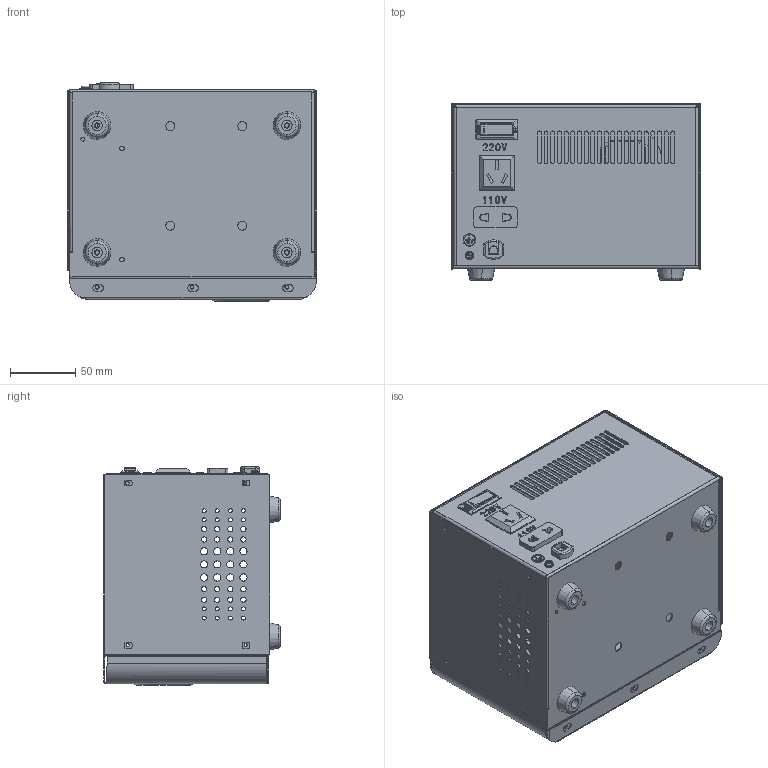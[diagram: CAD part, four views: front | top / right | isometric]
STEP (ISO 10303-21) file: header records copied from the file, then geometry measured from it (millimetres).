
FILE_DESCRIPTION (( 'STEP AP214' ), '1' );
FILE_NAME ('TND-0.5K总装2025.STEP', '2025-04-29T05:29:53', ( '万丰电脑' ), ( '电话：0577-62733550' ), 'SwSTEP 2.0', 'SolidWorks 2020', '' );
FILE_SCHEMA (( 'AUTOMOTIVE_DESIGN' ));
Length unit declared in the file: millimetre
Products named in the file (11): TND-0.5k菁啣; 萇埭縐諶1k; 摒倰徹霜羲壽; TND-0.5k醱啣2025; TND-0.5K軞蚾2025; TND-0.5砎々褐; TND-0.5k裔赽2025; 謗脣; M3-8諉華蹟隊; 国标三插; 杅珆萇揤桶2025
Assembly tree (13 placements, depth 2):
  TND-0.5K軞蚾2025
    TND-0.5k菁啣
    TND-0.5k裔赽2025
    TND-0.5k醱啣2025
    杅珆萇揤桶2025
    TND-0.5砎々褐  x4
    国标三插
    謗脣
    萇埭縐諶1k
    M3-8諉華蹟隊
    摒倰徹霜羲壽
Bounding box: 190.6 x 135 x 166.65 mm (x, y, z)
Volume: 171031.8 mm3; surface area: 336246.6 mm2
Topology: 14 solids, 14 shells, 1338 faces, 3578 edges, 2321 vertices
Faces by surface type: plane 626, cylinder 523, bspline 127, cone 32, torus 30
Entity records: 51893 total; most frequent: CARTESIAN_POINT 11169, ORIENTED_EDGE 7024, DIRECTION 6675, EDGE_CURVE 3512, VERTEX_POINT 2279, AXIS2_PLACEMENT_3D 2267, VECTOR 2141, LINE 2141
